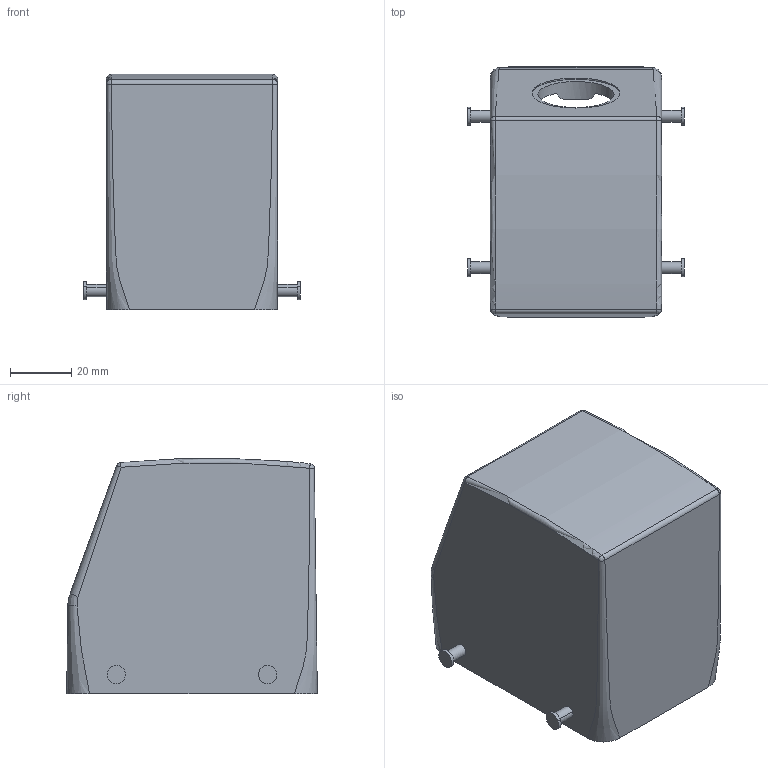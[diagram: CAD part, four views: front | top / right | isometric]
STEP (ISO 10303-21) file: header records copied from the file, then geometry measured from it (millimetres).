
FILE_DESCRIPTION(('CATIA V5 STEP Exchange','CAx-IF Rec.Pracs.--- Model Styling and Organization---1.4--- 2014-01-23'),'2;1');
FILE_NAME ('021626-3_2', '2019-07-25T14:28:53+00:00', ('none'), ('Weidmueller'), 'CATIA Version 5-6 Release 2016 SP3 HF44', 'CATIA V5 STEP AP214', 'none');
FILE_SCHEMA(('AUTOMOTIVE_DESIGN { 1 0 10303 214 1 1 1 1 }'));
Length unit declared in the file: millimetre
Products named in the file (1): 1787960000
Bounding box: 71 x 82 x 76.93 mm (x, y, z)
Volume: 91017 mm3; surface area: 46054.4 mm2
Topology: 1 solids, 1 shells, 119 faces, 294 edges, 194 vertices
Faces by surface type: cylinder 57, plane 48, bspline 12, torus 2
Entity records: 5133 total; most frequent: CARTESIAN_POINT 2558, ORIENTED_EDGE 588, DIRECTION 385, EDGE_CURVE 294, VERTEX_POINT 194, AXIS2_PLACEMENT_3D 175, EDGE_LOOP 138, VECTOR 136
